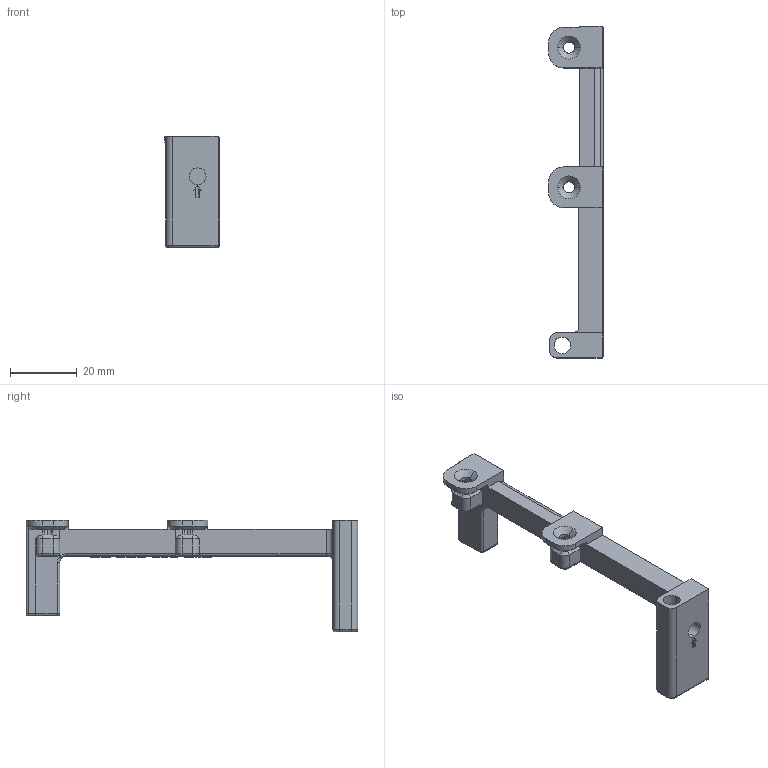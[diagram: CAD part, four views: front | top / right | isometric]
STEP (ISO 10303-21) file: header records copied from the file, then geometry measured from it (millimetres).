
FILE_DESCRIPTION (( 'STEP AP214' ), '1' );
FILE_NAME ('PSU_clip_dc_side.STEP', '2021-09-09T06:46:09', ( '' ), ( '' ), 'SwSTEP 2.0', 'SolidWorks 2021', '' );
FILE_SCHEMA (( 'AUTOMOTIVE_DESIGN' ));
Length unit declared in the file: millimetre
Products named in the file (1): PSU_clip_dc_side
Bounding box: 16.48 x 99.75 x 33.5 mm (x, y, z)
Volume: 10859.4 mm3; surface area: 7105.7 mm2
Topology: 1 solids, 1 shells, 382 faces, 1003 edges, 645 vertices
Faces by surface type: plane 196, bspline 104, cylinder 54, cone 18, torus 8, sphere 2
Entity records: 16438 total; most frequent: CARTESIAN_POINT 7623, ORIENTED_EDGE 2002, DIRECTION 1477, EDGE_CURVE 1001, LINE 651, VECTOR 651, VERTEX_POINT 645, EDGE_LOOP 416
